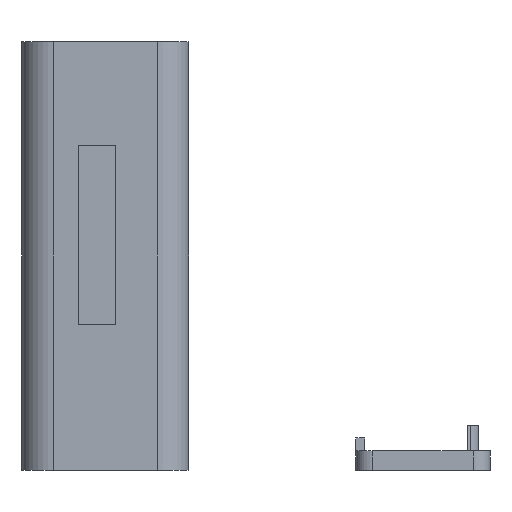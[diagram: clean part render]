
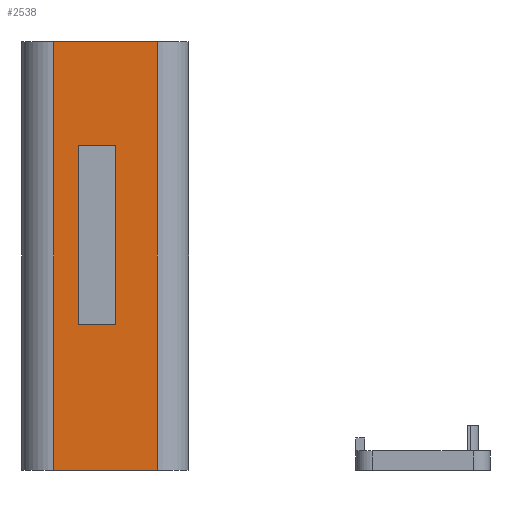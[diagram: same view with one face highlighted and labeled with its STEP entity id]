
A CAD part, left-side view. The second image highlights one B-rep face of the part: STEP entity #2538.
In plain terms, the highlighted planar face has unit normal (-1, 0, 0).
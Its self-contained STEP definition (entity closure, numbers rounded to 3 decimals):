
#38=FACE_BOUND('',#377,.T.);
#234=FACE_OUTER_BOUND('',#376,.T.);
#376=EDGE_LOOP('',(#1973,#1974,#1975,#1976));
#377=EDGE_LOOP('',(#1977,#1978,#1979,#1980));
#583=LINE('',#4177,#853);
#586=LINE('',#4182,#856);
#588=LINE('',#4191,#858);
#596=LINE('',#4208,#866);
#620=LINE('',#4300,#890);
#621=LINE('',#4301,#891);
#622=LINE('',#4303,#892);
#623=LINE('',#4304,#893);
#853=VECTOR('',#3178,1000.);
#856=VECTOR('',#3183,1000.);
#858=VECTOR('',#3191,10.);
#866=VECTOR('',#3203,1000.);
#890=VECTOR('',#3277,10.);
#891=VECTOR('',#3278,1000.);
#892=VECTOR('',#3279,1000.);
#893=VECTOR('',#3280,1000.);
#1158=VERTEX_POINT('',#4174);
#1159=VERTEX_POINT('',#4176);
#1160=VERTEX_POINT('',#4180);
#1161=VERTEX_POINT('',#4184);
#1164=VERTEX_POINT('',#4189);
#1171=VERTEX_POINT('',#4207);
#1214=VERTEX_POINT('',#4299);
#1215=VERTEX_POINT('',#4302);
#1443=EDGE_CURVE('',#1159,#1158,#583,.T.);
#1446=EDGE_CURVE('',#1158,#1160,#586,.T.);
#1450=EDGE_CURVE('',#1164,#1161,#588,.T.);
#1458=EDGE_CURVE('',#1171,#1161,#596,.T.);
#1504=EDGE_CURVE('',#1164,#1214,#620,.T.);
#1505=EDGE_CURVE('',#1214,#1171,#621,.T.);
#1506=EDGE_CURVE('',#1215,#1159,#622,.T.);
#1507=EDGE_CURVE('',#1160,#1215,#623,.T.);
#1973=ORIENTED_EDGE('',*,*,#1450,.F.);
#1974=ORIENTED_EDGE('',*,*,#1504,.T.);
#1975=ORIENTED_EDGE('',*,*,#1505,.T.);
#1976=ORIENTED_EDGE('',*,*,#1458,.T.);
#1977=ORIENTED_EDGE('',*,*,#1506,.T.);
#1978=ORIENTED_EDGE('',*,*,#1443,.T.);
#1979=ORIENTED_EDGE('',*,*,#1446,.T.);
#1980=ORIENTED_EDGE('',*,*,#1507,.T.);
#2444=PLANE('',#2770);
#2538=ADVANCED_FACE('',(#234,#38),#2444,.T.);
#2770=AXIS2_PLACEMENT_3D('',#4298,#3275,#3276);
#3178=DIRECTION('',(0.,0.,1.));
#3183=DIRECTION('',(0.,-1.,0.));
#3191=DIRECTION('',(0.,0.,-1.));
#3203=DIRECTION('',(0.,-1.,0.));
#3275=DIRECTION('center_axis',(-1.,0.,0.));
#3276=DIRECTION('ref_axis',(0.,0.,
-1.));
#3277=DIRECTION('',(0.,1.,0.));
#3278=DIRECTION('',(0.,0.,-1.));
#3279=DIRECTION('',(0.,1.,0.));
#3280=DIRECTION('',(0.,0.,-1.));
#4174=CARTESIAN_POINT('',(-36.245,-0.203,24.442));
#4176=CARTESIAN_POINT('',(-36.245,-0.203,10.061));
#4177=CARTESIAN_POINT('',(-36.245,-0.203,12.311));
#4180=CARTESIAN_POINT('',(-36.245,-3.203,24.442));
#4182=CARTESIAN_POINT('',(-36.245,-0.703,24.442));
#4184=CARTESIAN_POINT('',(-36.245,-6.49,-1.605));
#4189=CARTESIAN_POINT('',(-36.245,-6.49,32.732));
#4191=CARTESIAN_POINT('',(-36.245,-6.49,6.28));
#4207=CARTESIAN_POINT('',(-36.245,1.782,-1.605));
#4208=CARTESIAN_POINT('',(-36.245,-1.203,-1.605));
#4298=CARTESIAN_POINT('Origin',(-36.245,-1.203,14.561));
#4299=CARTESIAN_POINT('',(-36.245,1.782,32.732));
#4300=CARTESIAN_POINT('',(-36.245,-6.2,32.732));
#4301=CARTESIAN_POINT('',(-36.245,1.782,14.561));
#4302=CARTESIAN_POINT('',(-36.245,-3.203,10.061));
#4303=CARTESIAN_POINT('',(-36.245,-2.203,10.061));
#4304=CARTESIAN_POINT('',(-36.245,-3.203,19.311));
